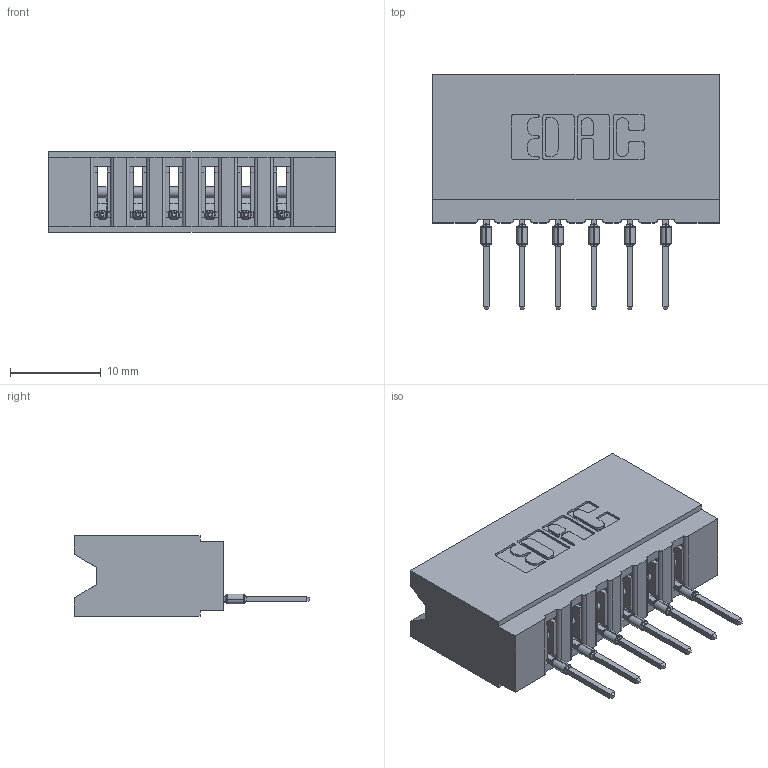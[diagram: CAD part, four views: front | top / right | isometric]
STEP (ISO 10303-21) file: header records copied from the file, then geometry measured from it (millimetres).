
FILE_DESCRIPTION (( 'STEP AP203' ), '1' );
FILE_NAME ('737-006-522-106.STEP', '2026-02-24T20:11:33', ( '' ), ( '' ), 'SwSTEP 2.0', 'SolidWorks 2023', '' );
FILE_SCHEMA (( 'CONFIG_CONTROL_DESIGN' ));
Length unit declared in the file: millimetre
Products named in the file (3): 737 Part_Insulator Option - 06; 745-292-001_522; 737-006-522-106
Assembly tree (7 placements, depth 2):
  737-006-522-106
    737 Part_Insulator Option - 06
    745-292-001_522  x6
Bounding box: 31.65 x 25.92 x 8.89 mm (x, y, z)
Volume: 3223.3 mm3; surface area: 3999.1 mm2
Topology: 7 solids, 7 shells, 773 faces, 2123 edges, 1346 vertices
Faces by surface type: plane 463, cylinder 154, bspline 120, torus 36
Entity records: 15009 total; most frequent: CARTESIAN_POINT 3146, ORIENTED_EDGE 2516, DIRECTION 2216, EDGE_CURVE 1258, VECTOR 1040, LINE 1040, VERTEX_POINT 806, AXIS2_PLACEMENT_3D 588
